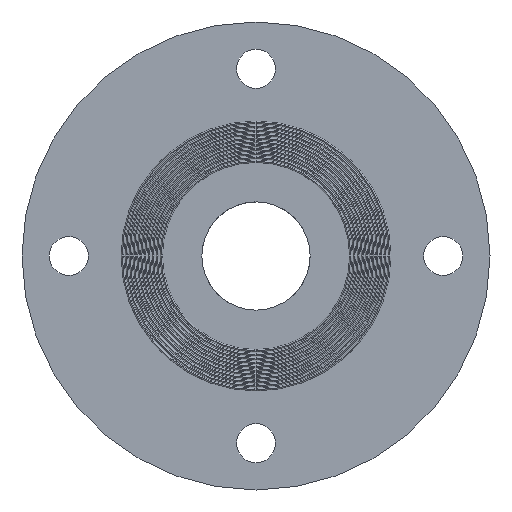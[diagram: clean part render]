
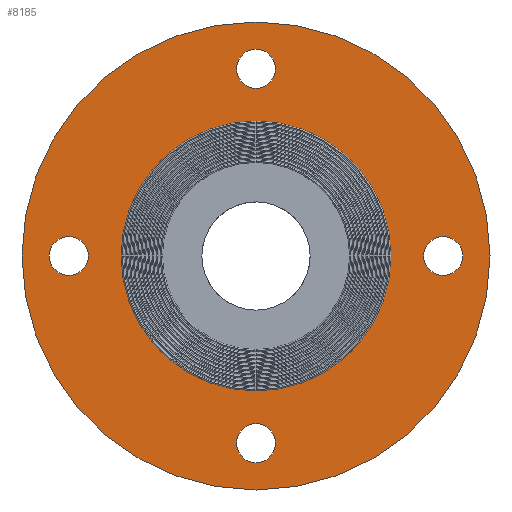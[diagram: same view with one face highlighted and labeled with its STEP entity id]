
A CAD part, front view. The second image highlights one B-rep face of the part: STEP entity #8185.
In plain terms, the highlighted planar face has unit normal (0, -1, 0).
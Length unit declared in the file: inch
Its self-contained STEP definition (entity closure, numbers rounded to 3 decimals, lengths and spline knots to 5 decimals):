
#109 = CARTESIAN_POINT ( 'NONE',  ( 0., -0.1875, 3.75 ) ) ;
#163 = CARTESIAN_POINT ( 'NONE',  ( 0., -0.1875, 0. ) ) ;
#165 = CARTESIAN_POINT ( 'NONE',  ( -3., -0.1875, 0.3125 ) ) ;
#190 = DIRECTION ( 'NONE',  ( 0., -1., 0. ) ) ;
#358 = ORIENTED_EDGE ( 'NONE', *, *, #1119, .T. ) ;
#409 = AXIS2_PLACEMENT_3D ( 'NONE', #6230, #9467, #8682 ) ;
#430 = DIRECTION ( 'NONE',  ( 0., 0., 1. ) ) ;
#479 = CARTESIAN_POINT ( 'NONE',  ( 0., -0.1875, -3. ) ) ;
#576 = DIRECTION ( 'NONE',  ( 0., 1., 0. ) ) ;
#678 = CARTESIAN_POINT ( 'NONE',  ( 0., -0.1875, 2.1625 ) ) ;
#723 = AXIS2_PLACEMENT_3D ( 'NONE', #3243, #190, #9615 ) ;
#729 = AXIS2_PLACEMENT_3D ( 'NONE', #2146, #8504, #9491 ) ;
#821 = AXIS2_PLACEMENT_3D ( 'NONE', #4629, #10001, #8637 ) ;
#954 = CARTESIAN_POINT ( 'NONE',  ( 0., -0.1875, 0. ) ) ;
#1116 = AXIS2_PLACEMENT_3D ( 'NONE', #1860, #4319, #6612 ) ;
#1119 = EDGE_CURVE ( 'NONE', #1174, #1497, #9063, .T. ) ;
#1174 = VERTEX_POINT ( 'NONE', #3494 ) ;
#1210 = DIRECTION ( 'NONE',  ( 0., 0., 1. ) ) ;
#1251 = DIRECTION ( 'NONE',  ( 0., 1., 0. ) ) ;
#1441 = FACE_OUTER_BOUND ( 'NONE', #6957, .T. ) ;
#1497 = VERTEX_POINT ( 'NONE', #165 ) ;
#1515 = CARTESIAN_POINT ( 'NONE',  ( 0., -0.1875, -2.6875 ) ) ;
#1860 = CARTESIAN_POINT ( 'NONE',  ( 0., -0.1875, 0. ) ) ;
#1875 = CIRCLE ( 'NONE', #723, 0.3125 ) ;
#1898 = AXIS2_PLACEMENT_3D ( 'NONE', #10074, #4343, #1210 ) ;
#2031 = AXIS2_PLACEMENT_3D ( 'NONE', #163, #8121, #9638 ) ;
#2076 = PLANE ( 'NONE',  #821 ) ;
#2146 = CARTESIAN_POINT ( 'NONE',  ( 0., -0.1875, 3. ) ) ;
#2565 = DIRECTION ( 'NONE',  ( 0., 1., 0. ) ) ;
#2664 = DIRECTION ( 'NONE',  ( 0., 0., 1. ) ) ;
#2769 = CARTESIAN_POINT ( 'NONE',  ( 0., -0.1875, 3. ) ) ;
#2891 = AXIS2_PLACEMENT_3D ( 'NONE', #5070, #2565, #8822 ) ;
#3138 = VERTEX_POINT ( 'NONE', #678 ) ;
#3243 = CARTESIAN_POINT ( 'NONE',  ( 3., -0.1875, 0. ) ) ;
#3388 = CIRCLE ( 'NONE', #1898, 0.3125 ) ;
#3436 = CARTESIAN_POINT ( 'NONE',  ( 0., -0.1875, -3.75 ) ) ;
#3468 = VERTEX_POINT ( 'NONE', #9898 ) ;
#3494 = CARTESIAN_POINT ( 'NONE',  ( -3., -0.1875, -0.3125 ) ) ;
#3583 = EDGE_CURVE ( 'NONE', #1497, #1174, #7447, .T. ) ;
#3677 = EDGE_CURVE ( 'NONE', #5215, #3138, #7109, .T. ) ;
#3724 = CIRCLE ( 'NONE', #2891, 0.3125 ) ;
#3897 = VERTEX_POINT ( 'NONE', #7647 ) ;
#4163 = CARTESIAN_POINT ( 'NONE',  ( 0., -0.1875, 2.6875 ) ) ;
#4319 = DIRECTION ( 'NONE',  ( 0., 1., 0. ) ) ;
#4343 = DIRECTION ( 'NONE',  ( 0., -1., 0. ) ) ;
#4391 = ORIENTED_EDGE ( 'NONE', *, *, #4577, .F. ) ;
#4393 = CIRCLE ( 'NONE', #10059, 0.3125 ) ;
#4484 = ORIENTED_EDGE ( 'NONE', *, *, #9614, .F. ) ;
#4525 = FACE_BOUND ( 'NONE', #8691, .T. ) ;
#4577 = EDGE_CURVE ( 'NONE', #6894, #10287, #5035, .T. ) ;
#4629 = CARTESIAN_POINT ( 'NONE',  ( 0., -0.1875, 0. ) ) ;
#4634 = ORIENTED_EDGE ( 'NONE', *, *, #3677, .T. ) ;
#4868 = CIRCLE ( 'NONE', #2031, 2.1625 ) ;
#4980 = ORIENTED_EDGE ( 'NONE', *, *, #10076, .T. ) ;
#5035 = CIRCLE ( 'NONE', #9703, 3.75 ) ;
#5070 = CARTESIAN_POINT ( 'NONE',  ( 0., -0.1875, -3. ) ) ;
#5184 = EDGE_LOOP ( 'NONE', ( #4980, #4634 ) ) ;
#5211 = CARTESIAN_POINT ( 'NONE',  ( 3., -0.1875, -0.3125 ) ) ;
#5215 = VERTEX_POINT ( 'NONE', #8280 ) ;
#5306 = FACE_BOUND ( 'NONE', #8977, .T. ) ;
#5749 = VERTEX_POINT ( 'NONE', #7585 ) ;
#5773 = DIRECTION ( 'NONE',  ( 0., 0., 1. ) ) ;
#5944 = ORIENTED_EDGE ( 'NONE', *, *, #9224, .F. ) ;
#5956 = DIRECTION ( 'NONE',  ( 0., 0., 1. ) ) ;
#6105 = EDGE_CURVE ( 'NONE', #5749, #8623, #3724, .T. ) ;
#6190 = DIRECTION ( 'NONE',  ( 0., 0., 1. ) ) ;
#6207 = EDGE_CURVE ( 'NONE', #3897, #7534, #3388, .T. ) ;
#6230 = CARTESIAN_POINT ( 'NONE',  ( 0., -0.1875, 0. ) ) ;
#6457 = EDGE_CURVE ( 'NONE', #6911, #3468, #4393, .T. ) ;
#6557 = CIRCLE ( 'NONE', #729, 0.3125 ) ;
#6612 = DIRECTION ( 'NONE',  ( 0., 0., 1. ) ) ;
#6635 = DIRECTION ( 'NONE',  ( 0., 1., 0. ) ) ;
#6879 = CIRCLE ( 'NONE', #8708, 0.3125 ) ;
#6894 = VERTEX_POINT ( 'NONE', #3436 ) ;
#6911 = VERTEX_POINT ( 'NONE', #4163 ) ;
#6957 = EDGE_LOOP ( 'NONE', ( #5944, #4391 ) ) ;
#7109 = CIRCLE ( 'NONE', #1116, 2.1625 ) ;
#7142 = EDGE_CURVE ( 'NONE', #8623, #5749, #6879, .T. ) ;
#7447 = CIRCLE ( 'NONE', #8771, 0.3125 ) ;
#7534 = VERTEX_POINT ( 'NONE', #5211 ) ;
#7584 = ORIENTED_EDGE ( 'NONE', *, *, #3583, .T. ) ;
#7585 = CARTESIAN_POINT ( 'NONE',  ( 0., -0.1875, -3.3125 ) ) ;
#7633 = EDGE_LOOP ( 'NONE', ( #9986, #9100 ) ) ;
#7647 = CARTESIAN_POINT ( 'NONE',  ( 3., -0.1875, 0.3125 ) ) ;
#7706 = ORIENTED_EDGE ( 'NONE', *, *, #8412, .F. ) ;
#7798 = EDGE_LOOP ( 'NONE', ( #8993, #7706 ) ) ;
#8121 = DIRECTION ( 'NONE',  ( 0., 1., 0. ) ) ;
#8185 = ADVANCED_FACE ( 'NONE', ( #8486, #8584, #5306, #1441, #10196, #4525 ), #2076, .F. ) ;
#8231 = AXIS2_PLACEMENT_3D ( 'NONE', #9699, #1251, #430 ) ;
#8278 = CARTESIAN_POINT ( 'NONE',  ( -3., -0.1875, 0. ) ) ;
#8280 = CARTESIAN_POINT ( 'NONE',  ( 0., -0.1875, -2.1625 ) ) ;
#8412 = EDGE_CURVE ( 'NONE', #7534, #3897, #1875, .T. ) ;
#8486 = FACE_BOUND ( 'NONE', #5184, .T. ) ;
#8504 = DIRECTION ( 'NONE',  ( 0., -1., 0. ) ) ;
#8584 = FACE_BOUND ( 'NONE', #7633, .T. ) ;
#8623 = VERTEX_POINT ( 'NONE', #1515 ) ;
#8637 = DIRECTION ( 'NONE',  ( 0., 0., 1. ) ) ;
#8682 = DIRECTION ( 'NONE',  ( 0., 0., 1. ) ) ;
#8691 = EDGE_LOOP ( 'NONE', ( #4484, #9821 ) ) ;
#8708 = AXIS2_PLACEMENT_3D ( 'NONE', #479, #576, #6190 ) ;
#8771 = AXIS2_PLACEMENT_3D ( 'NONE', #8278, #9795, #5773 ) ;
#8822 = DIRECTION ( 'NONE',  ( 0., 0., 1. ) ) ;
#8829 = DIRECTION ( 'NONE',  ( 0., -1., 0. ) ) ;
#8977 = EDGE_LOOP ( 'NONE', ( #7584, #358 ) ) ;
#8993 = ORIENTED_EDGE ( 'NONE', *, *, #6207, .F. ) ;
#9063 = CIRCLE ( 'NONE', #8231, 0.3125 ) ;
#9100 = ORIENTED_EDGE ( 'NONE', *, *, #6105, .T. ) ;
#9224 = EDGE_CURVE ( 'NONE', #10287, #6894, #9886, .T. ) ;
#9467 = DIRECTION ( 'NONE',  ( 0., 1., 0. ) ) ;
#9491 = DIRECTION ( 'NONE',  ( 0., 0., 1. ) ) ;
#9614 = EDGE_CURVE ( 'NONE', #3468, #6911, #6557, .T. ) ;
#9615 = DIRECTION ( 'NONE',  ( 0., 0., 1. ) ) ;
#9638 = DIRECTION ( 'NONE',  ( 0., 0., 1. ) ) ;
#9699 = CARTESIAN_POINT ( 'NONE',  ( -3., -0.1875, 0. ) ) ;
#9703 = AXIS2_PLACEMENT_3D ( 'NONE', #954, #6635, #2664 ) ;
#9795 = DIRECTION ( 'NONE',  ( 0., 1., 0. ) ) ;
#9821 = ORIENTED_EDGE ( 'NONE', *, *, #6457, .F. ) ;
#9886 = CIRCLE ( 'NONE', #409, 3.75 ) ;
#9898 = CARTESIAN_POINT ( 'NONE',  ( 0., -0.1875, 3.3125 ) ) ;
#9986 = ORIENTED_EDGE ( 'NONE', *, *, #7142, .T. ) ;
#10001 = DIRECTION ( 'NONE',  ( 0., 1., 0. ) ) ;
#10059 = AXIS2_PLACEMENT_3D ( 'NONE', #2769, #8829, #5956 ) ;
#10074 = CARTESIAN_POINT ( 'NONE',  ( 3., -0.1875, 0. ) ) ;
#10076 = EDGE_CURVE ( 'NONE', #3138, #5215, #4868, .T. ) ;
#10196 = FACE_BOUND ( 'NONE', #7798, .T. ) ;
#10287 = VERTEX_POINT ( 'NONE', #109 ) ;
